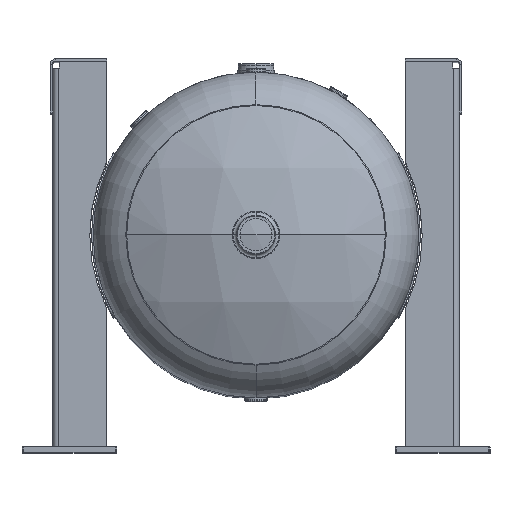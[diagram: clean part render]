
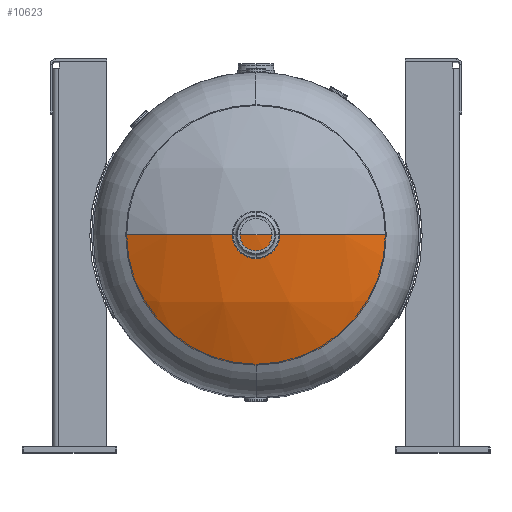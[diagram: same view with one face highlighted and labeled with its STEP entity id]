
A CAD part, top view. The second image highlights one B-rep face of the part: STEP entity #10623.
In plain terms, the highlighted spherical face has radius 548.64 mm.
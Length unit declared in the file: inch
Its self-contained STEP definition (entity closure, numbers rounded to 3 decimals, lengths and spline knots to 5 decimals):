
#2096 = VERTEX_POINT ( 'NONE', #29813 ) ;
#3239 = DIRECTION ( 'NONE',  ( 0., -1., 0. ) ) ;
#3471 = CIRCLE ( 'NONE', #32782, 21.6 ) ;
#4180 = DIRECTION ( 'NONE',  ( 0., 0., -1. ) ) ;
#5306 = DIRECTION ( 'NONE',  ( 0., 1., 0. ) ) ;
#6975 = ORIENTED_EDGE ( 'NONE', *, *, #20090, .F. ) ;
#7345 = ORIENTED_EDGE ( 'NONE', *, *, #27974, .T. ) ;
#8056 = VERTEX_POINT ( 'NONE', #30720 ) ;
#8419 = DIRECTION ( 'NONE',  ( 1., 0., 0. ) ) ;
#10623 = ADVANCED_FACE ( 'NONE', ( #36008 ), #25119, .T. ) ;
#12570 = CARTESIAN_POINT ( 'NONE',  ( 0., 0., 31.24942 ) ) ;
#13219 = CARTESIAN_POINT ( 'NONE',  ( 0., 0., 11.9 ) ) ;
#14011 = CIRCLE ( 'NONE', #31739, 21.6 ) ;
#14481 = EDGE_CURVE ( 'NONE', #2096, #15449, #14011, .T. ) ;
#15447 = DIRECTION ( 'NONE',  ( 0., -1., 0. ) ) ;
#15449 = VERTEX_POINT ( 'NONE', #22697 ) ;
#20090 = EDGE_CURVE ( 'NONE', #8056, #20954, #33017, .T. ) ;
#20402 = CIRCLE ( 'NONE', #22815, 9.6 ) ;
#20954 = VERTEX_POINT ( 'NONE', #33570 ) ;
#22036 = DIRECTION ( 'NONE',  ( -1., 0., 0. ) ) ;
#22697 = CARTESIAN_POINT ( 'NONE',  ( 9.6, 0., 31.24942 ) ) ;
#22815 = AXIS2_PLACEMENT_3D ( 'NONE', #12570, #4180, #15447 ) ;
#23317 = CARTESIAN_POINT ( 'NONE',  ( 0., 0., 11.9 ) ) ;
#25119 = SPHERICAL_SURFACE ( 'NONE', #27900, 21.6 ) ;
#25483 = DIRECTION ( 'NONE',  ( 0., 1., 0. ) ) ;
#25728 = AXIS2_PLACEMENT_3D ( 'NONE', #29244, #34993, #3239 ) ;
#25953 = DIRECTION ( 'NONE',  ( -1., 0., 0. ) ) ;
#27900 = AXIS2_PLACEMENT_3D ( 'NONE', #13219, #25483, #22036 ) ;
#27974 = EDGE_CURVE ( 'NONE', #2096, #20954, #3471, .T. ) ;
#28634 = ORIENTED_EDGE ( 'NONE', *, *, #28855, .F. ) ;
#28855 = EDGE_CURVE ( 'NONE', #15449, #8056, #20402, .T. ) ;
#29244 = CARTESIAN_POINT ( 'NONE',  ( 0., 0., 31.24942 ) ) ;
#29813 = CARTESIAN_POINT ( 'NONE',  ( 0., 0., 33.5 ) ) ;
#30720 = CARTESIAN_POINT ( 'NONE',  ( 0., -9.6, 31.24942 ) ) ;
#31497 = CARTESIAN_POINT ( 'NONE',  ( 0., 0., 11.9 ) ) ;
#31739 = AXIS2_PLACEMENT_3D ( 'NONE', #31497, #5306, #25953 ) ;
#32782 = AXIS2_PLACEMENT_3D ( 'NONE', #23317, #34977, #8419 ) ;
#33017 = CIRCLE ( 'NONE', #25728, 9.6 ) ;
#33570 = CARTESIAN_POINT ( 'NONE',  ( -9.6, 0., 31.24942 ) ) ;
#34977 = DIRECTION ( 'NONE',  ( 0., -1., 0. ) ) ;
#34993 = DIRECTION ( 'NONE',  ( 0., 0., -1. ) ) ;
#36008 = FACE_OUTER_BOUND ( 'NONE', #36241, .T. ) ;
#36170 = ORIENTED_EDGE ( 'NONE', *, *, #14481, .F. ) ;
#36241 = EDGE_LOOP ( 'NONE', ( #36170, #7345, #6975, #28634 ) ) ;
